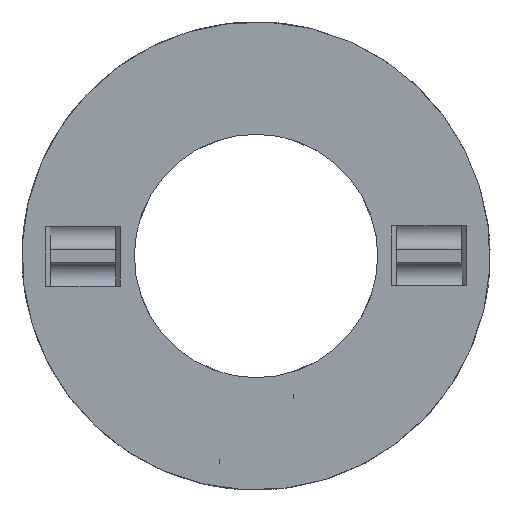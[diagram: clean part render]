
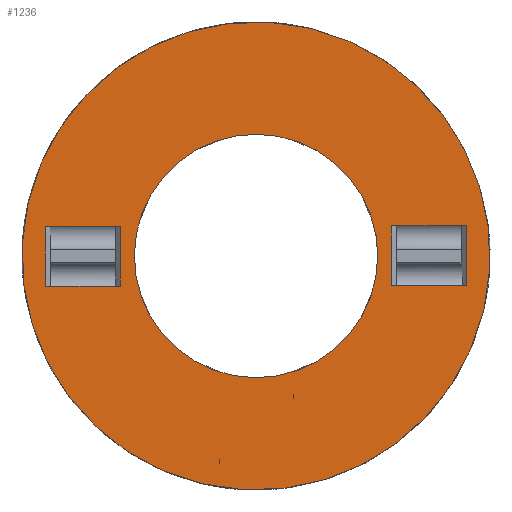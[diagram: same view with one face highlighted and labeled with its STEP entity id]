
A CAD part, front view. The second image highlights one B-rep face of the part: STEP entity #1236.
In plain terms, the highlighted planar face has unit normal (0, -1, 0).
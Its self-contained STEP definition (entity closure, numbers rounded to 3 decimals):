
#81=PLANE('',#1339);
#108=FACE_BOUND('',#494,.T.);
#109=FACE_BOUND('',#495,.T.);
#110=FACE_BOUND('',#496,.T.);
#111=FACE_BOUND('',#497,.T.);
#112=FACE_BOUND('',#498,.T.);
#161=LINE('',#1969,#268);
#223=LINE('',#2378,#330);
#225=LINE('',#2382,#332);
#227=LINE('',#2385,#334);
#229=LINE('',#2390,#336);
#231=LINE('',#2394,#338);
#233=LINE('',#2397,#340);
#237=LINE('',#2483,#344);
#238=LINE('',#2486,#345);
#241=LINE('',#2491,#348);
#242=LINE('',#2493,#349);
#254=LINE('',#2532,#361);
#257=LINE('',#2544,#364);
#258=LINE('',#2545,#365);
#268=VECTOR('',#1386,10.);
#330=VECTOR('',#1536,10.);
#332=VECTOR('',#1540,10.);
#334=VECTOR('',#1544,10.);
#336=VECTOR('',#1548,10.);
#338=VECTOR('',#1552,10.);
#340=VECTOR('',#1556,10.);
#344=VECTOR('',#1566,10.);
#345=VECTOR('',#1569,10.);
#348=VECTOR('',#1574,10.);
#349=VECTOR('',#1577,10.);
#361=VECTOR('',#1609,10.);
#364=VECTOR('',#1620,10.);
#365=VECTOR('',#1621,10.);
#418=FACE_OUTER_BOUND('',#493,.T.);
#493=EDGE_LOOP('',(#1151));
#494=EDGE_LOOP('',(#1152,#1153,#1154,#1155));
#495=EDGE_LOOP('',(#1156,#1157,#1158,#1159));
#496=EDGE_LOOP('',(#1160));
#497=EDGE_LOOP('',(#1161,#1162,#1163));
#498=EDGE_LOOP('',(#1164,#1165,#1166));
#511=CIRCLE('',#1267,25.);
#514=CIRCLE('',#1321,13.);
#523=VERTEX_POINT('',#1654);
#539=VERTEX_POINT('',#1962);
#542=VERTEX_POINT('',#1967);
#610=VERTEX_POINT('',#2375);
#611=VERTEX_POINT('',#2377);
#612=VERTEX_POINT('',#2381);
#613=VERTEX_POINT('',#2387);
#614=VERTEX_POINT('',#2389);
#615=VERTEX_POINT('',#2393);
#616=VERTEX_POINT('',#2399);
#621=VERTEX_POINT('',#2479);
#622=VERTEX_POINT('',#2481);
#623=VERTEX_POINT('',#2485);
#624=VERTEX_POINT('',#2489);
#637=VERTEX_POINT('',#2528);
#638=VERTEX_POINT('',#2530);
#653=EDGE_CURVE('',#523,#523,#511,.T.);
#673=EDGE_CURVE('',#542,#539,#161,.T.);
#770=EDGE_CURVE('',#611,#610,#223,.T.);
#772=EDGE_CURVE('',#612,#611,#225,.T.);
#774=EDGE_CURVE('',#610,#612,#227,.T.);
#776=EDGE_CURVE('',#614,#613,#229,.T.);
#778=EDGE_CURVE('',#615,#614,#231,.T.);
#780=EDGE_CURVE('',#613,#615,#233,.T.);
#781=EDGE_CURVE('',#616,#616,#514,.F.);
#789=EDGE_CURVE('',#622,#621,#237,.T.);
#790=EDGE_CURVE('',#623,#621,#238,.T.);
#793=EDGE_CURVE('',#623,#624,#241,.T.);
#794=EDGE_CURVE('',#622,#624,#242,.T.);
#813=EDGE_CURVE('',#638,#637,#254,.T.);
#819=EDGE_CURVE('',#542,#637,#257,.T.);
#820=EDGE_CURVE('',#638,#539,#258,.T.);
#1151=ORIENTED_EDGE('',*,*,#653,.F.);
#1152=ORIENTED_EDGE('',*,*,#819,.T.);
#1153=ORIENTED_EDGE('',*,*,#813,.F.);
#1154=ORIENTED_EDGE('',*,*,#820,.T.);
#1155=ORIENTED_EDGE('',*,*,#673,.F.);
#1156=ORIENTED_EDGE('',*,*,#794,.T.);
#1157=ORIENTED_EDGE('',*,*,#793,.F.);
#1158=ORIENTED_EDGE('',*,*,#790,.T.);
#1159=ORIENTED_EDGE('',*,*,#789,.F.);
#1160=ORIENTED_EDGE('',*,*,#781,.T.);
#1161=ORIENTED_EDGE('',*,*,#780,.T.);
#1162=ORIENTED_EDGE('',*,*,#778,.T.);
#1163=ORIENTED_EDGE('',*,*,#776,.T.);
#1164=ORIENTED_EDGE('',*,*,#774,.T.);
#1165=ORIENTED_EDGE('',*,*,#772,.T.);
#1166=ORIENTED_EDGE('',*,*,#770,.T.);
#1236=ADVANCED_FACE('',(#418,#108,#109,#110,#111,#112),#81,.F.);
#1267=AXIS2_PLACEMENT_3D('',#1656,#1374,#1375);
#1321=AXIS2_PLACEMENT_3D('',#2400,#1559,#1560);
#1339=AXIS2_PLACEMENT_3D('',#2543,#1618,#1619);
#1374=DIRECTION('center_axis',(0.,1.,0.));
#1375=DIRECTION('ref_axis',(0.006,0.,-1.));
#1386=DIRECTION('',(-0.006,0.,1.));
#1536=DIRECTION('',(0.006,0.,-1.));
#1540=DIRECTION('',(0.,0.,1.));
#1544=DIRECTION('',(-1.,0.,-0.006));
#1548=DIRECTION('',(-0.006,0.,1.));
#1552=DIRECTION('',(0.,0.,-1.));
#1556=DIRECTION('',(1.,0.,0.006));
#1559=DIRECTION('center_axis',(0.,-1.,0.));
#1560=DIRECTION('ref_axis',(-1.,0.,0.006));
#1566=DIRECTION('',(0.006,0.,-1.));
#1569=DIRECTION('',(-1.,0.,-0.006));
#1574=DIRECTION('',(-0.006,0.,1.));
#1577=DIRECTION('',(1.,0.,0.006));
#1609=DIRECTION('',(0.006,0.,-1.));
#1618=DIRECTION('center_axis',(0.,1.,0.));
#1619=DIRECTION('ref_axis',(-0.006,0.,
1.));
#1620=DIRECTION('',(-1.,0.,-0.006));
#1621=DIRECTION('',(1.,0.,0.006));
#1654=CARTESIAN_POINT('',(9.2,-51.85,-30.997));
#1656=CARTESIAN_POINT('Origin',(-0.727,-51.85,-53.942));
#1962=CARTESIAN_POINT('',(21.752,-51.85,-50.68));
#1967=CARTESIAN_POINT('',(21.787,-51.85,-57.08));
#1969=CARTESIAN_POINT('',(21.76,-51.85,-52.248));
#2375=CARTESIAN_POINT('',(-4.677,-51.85,-76.159));
#2377=CARTESIAN_POINT('',(-4.68,-51.85,-75.659));
#2378=CARTESIAN_POINT('',(-4.74,-51.85,-64.812));
#2381=CARTESIAN_POINT('',(-4.68,-51.85,-76.159));
#2382=CARTESIAN_POINT('',(-4.68,-51.85,-65.013));
#2385=CARTESIAN_POINT('',(7.962,-51.85,-76.088));
#2387=CARTESIAN_POINT('',(3.274,-51.85,-68.713));
#2389=CARTESIAN_POINT('',(3.277,-51.85,-69.214));
#2390=CARTESIAN_POINT('',(3.235,-51.85,-61.567));
#2393=CARTESIAN_POINT('',(3.277,-51.85,-68.713));
#2394=CARTESIAN_POINT('',(3.277,-51.85,-61.291));
#2397=CARTESIAN_POINT('',(3.963,-51.85,-68.709));
#2399=CARTESIAN_POINT('',(12.273,-51.85,-54.015));
#2400=CARTESIAN_POINT('Origin',(-0.727,-51.85,-53.942));
#2479=CARTESIAN_POINT('',(-23.205,-51.85,-57.204));
#2481=CARTESIAN_POINT('',(-23.241,-51.85,-50.804));
#2483=CARTESIAN_POINT('',(-23.214,-51.85,-55.636));
#2485=CARTESIAN_POINT('',(-15.207,-51.85,-57.159));
#2486=CARTESIAN_POINT('',(-1.583,-51.85,-57.083));
#2489=CARTESIAN_POINT('',(-15.243,-51.85,-50.759));
#2491=CARTESIAN_POINT('',(-15.234,-51.85,-52.391));
#2493=CARTESIAN_POINT('',(-5.118,-51.85,-50.703));
#2528=CARTESIAN_POINT('',(13.789,-51.85,-57.125));
#2530=CARTESIAN_POINT('',(13.753,-51.85,-50.725));
#2532=CARTESIAN_POINT('',(13.78,-51.85,-55.493));
#2543=CARTESIAN_POINT('Origin',(12.523,-51.85,-53.868));
#2544=CARTESIAN_POINT('',(16.914,-51.85,-57.107));
#2545=CARTESIAN_POINT('',(13.379,-51.85,-50.727));
